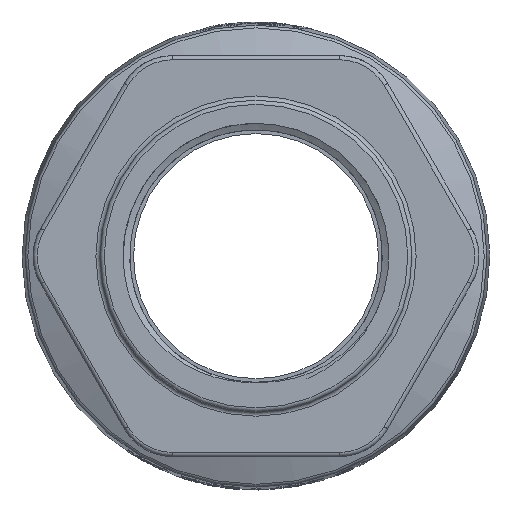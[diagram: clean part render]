
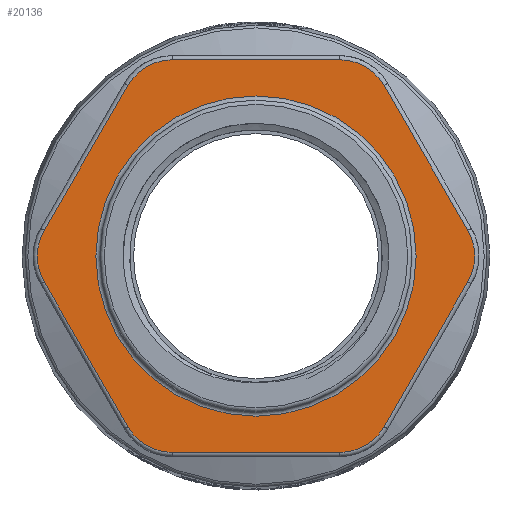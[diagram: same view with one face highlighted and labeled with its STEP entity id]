
A CAD part, front view. The second image highlights one B-rep face of the part: STEP entity #20136.
In plain terms, the highlighted planar face has unit normal (0, -1, 0).
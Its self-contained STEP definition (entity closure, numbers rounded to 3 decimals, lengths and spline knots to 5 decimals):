
#269=PLANE('',#21230);
#1090=FACE_BOUND('',#3202,.T.);
#2043=FACE_OUTER_BOUND('',#3201,.T.);
#3201=EDGE_LOOP('',(#17244,#17245,#17246,#17247,#17248,#17249,#17250,#17251,
#17252,#17253,#17254,#17255));
#3202=EDGE_LOOP('',(#17256,#17257));
#4807=CIRCLE('',#20404,0.02875);
#4808=CIRCLE('',#20405,0.02875);
#4974=CIRCLE('',#20709,0.00925);
#5105=CIRCLE('',#20974,0.00925);
#5108=CIRCLE('',#20979,0.00925);
#5110=CIRCLE('',#20982,0.00925);
#5113=CIRCLE('',#20988,0.00925);
#5115=CIRCLE('',#20991,0.00925);
#5607=LINE('',#44960,#6659);
#5608=LINE('',#44966,#6660);
#5784=LINE('',#50845,#6836);
#5786=LINE('',#50860,#6838);
#5787=LINE('',#50862,#6839);
#5807=LINE('',#51641,#6859);
#6659=VECTOR('',#22564,1.);
#6660=VECTOR('',#22569,1.);
#6836=VECTOR('',#23287,1.);
#6838=VECTOR('',#23307,1.);
#6839=VECTOR('',#23310,1.);
#6859=VECTOR('',#23348,1.);
#7579=VERTEX_POINT('',#27802);
#7580=VERTEX_POINT('',#27804);
#8808=VERTEX_POINT('',#44956);
#8809=VERTEX_POINT('',#44958);
#8811=VERTEX_POINT('',#44963);
#8812=VERTEX_POINT('',#44965);
#8815=VERTEX_POINT('',#44972);
#8996=VERTEX_POINT('',#50836);
#8997=VERTEX_POINT('',#50838);
#8998=VERTEX_POINT('',#50843);
#8999=VERTEX_POINT('',#50847);
#9000=VERTEX_POINT('',#50851);
#9001=VERTEX_POINT('',#50853);
#9002=VERTEX_POINT('',#50858);
#9521=EDGE_CURVE('',#7580,#7579,#4807,.T.);
#9522=EDGE_CURVE('',#7579,#7580,#4808,.T.);
#11071=EDGE_CURVE('',#8808,#8809,#5607,.T.);
#11073=EDGE_CURVE('',#8812,#8811,#5608,.T.);
#11077=EDGE_CURVE('',#8811,#8815,#4974,.T.);
#11482=EDGE_CURVE('',#8996,#8997,#5105,.T.);
#11485=EDGE_CURVE('',#8997,#8998,#5784,.T.);
#11487=EDGE_CURVE('',#8998,#8999,#5108,.T.);
#11489=EDGE_CURVE('',#9001,#9000,#5110,.T.);
#11493=EDGE_CURVE('',#8999,#9002,#5786,.T.);
#11494=EDGE_CURVE('',#8815,#9001,#5787,.T.);
#11496=EDGE_CURVE('',#9002,#8808,#5113,.T.);
#11498=EDGE_CURVE('',#8809,#8812,#5115,.T.);
#11529=EDGE_CURVE('',#9000,#8996,#5807,.T.);
#17244=ORIENTED_EDGE('',*,*,#11071,.T.);
#17245=ORIENTED_EDGE('',*,*,#11498,.T.);
#17246=ORIENTED_EDGE('',*,*,#11073,.T.);
#17247=ORIENTED_EDGE('',*,*,#11077,.T.);
#17248=ORIENTED_EDGE('',*,*,#11494,.T.);
#17249=ORIENTED_EDGE('',*,*,#11489,.T.);
#17250=ORIENTED_EDGE('',*,*,#11529,.T.);
#17251=ORIENTED_EDGE('',*,*,#11482,.T.);
#17252=ORIENTED_EDGE('',*,*,#11485,.T.);
#17253=ORIENTED_EDGE('',*,*,#11487,.T.);
#17254=ORIENTED_EDGE('',*,*,#11493,.T.);
#17255=ORIENTED_EDGE('',*,*,#11496,.T.);
#17256=ORIENTED_EDGE('',*,*,#9521,.T.);
#17257=ORIENTED_EDGE('',*,*,#9522,.T.);
#20136=ADVANCED_FACE('',(#2043,#1090),#269,.T.);
#20404=AXIS2_PLACEMENT_3D('',#27805,#21565,#21566);
#20405=AXIS2_PLACEMENT_3D('',#27806,#21567,#21568);
#20709=AXIS2_PLACEMENT_3D('',#44974,#22577,#22578);
#20974=AXIS2_PLACEMENT_3D('',#50840,#23280,#23281);
#20979=AXIS2_PLACEMENT_3D('',#50849,#23292,#23293);
#20982=AXIS2_PLACEMENT_3D('',#50854,#23298,#23299);
#20988=AXIS2_PLACEMENT_3D('',#50865,#23314,#23315);
#20991=AXIS2_PLACEMENT_3D('',#50868,#23320,#23321);
#21230=AXIS2_PLACEMENT_3D('',#60072,#24150,#24151);
#21565=DIRECTION('center_axis',(0.,1.,0.));
#21566=DIRECTION('ref_axis',(-1.,0.,0.));
#21567=DIRECTION('center_axis',(0.,1.,0.));
#21568=DIRECTION('ref_axis',(-1.,0.,0.));
#22564=DIRECTION('',(1.,0.,0.));
#22569=DIRECTION('',(0.5,0.,0.866));
#22577=DIRECTION('center_axis',(0.,-1.,0.));
#22578=DIRECTION('ref_axis',(-1.,0.,0.));
#23280=DIRECTION('center_axis',(0.,-1.,0.));
#23281=DIRECTION('ref_axis',(-1.,0.,0.));
#23287=DIRECTION('',(-0.5,0.,-0.866));
#23292=DIRECTION('center_axis',(0.,-1.,0.));
#23293=DIRECTION('ref_axis',(-1.,0.,0.));
#23298=DIRECTION('center_axis',(0.,-1.,0.));
#23299=DIRECTION('ref_axis',(-1.,0.,0.));
#23307=DIRECTION('',(0.5,0.,-0.866));
#23310=DIRECTION('',(-0.5,0.,0.866));
#23314=DIRECTION('center_axis',(0.,-1.,0.));
#23315=DIRECTION('ref_axis',(-1.,0.,0.));
#23320=DIRECTION('center_axis',(0.,-1.,0.));
#23321=DIRECTION('ref_axis',(-1.,0.,0.));
#23348=DIRECTION('',(-1.,0.,0.));
#24150=DIRECTION('center_axis',(0.,-1.,0.));
#24151=DIRECTION('ref_axis',(0.,0.,1.));
#27802=CARTESIAN_POINT('',(6.99288,12.69795,0.));
#27804=CARTESIAN_POINT('',(6.93538,12.69795,0.));
#27805=CARTESIAN_POINT('Origin',(6.96413,12.69795,0.));
#27806=CARTESIAN_POINT('Origin',(6.96413,12.69795,0.));
#44956=CARTESIAN_POINT('',(6.94912,12.69795,-0.03525));
#44958=CARTESIAN_POINT('',(6.97914,12.69795,-0.03525));
#44960=CARTESIAN_POINT('',(6.96413,12.69795,-0.03525));
#44963=CARTESIAN_POINT('',(7.00216,12.69795,-0.00463));
#44965=CARTESIAN_POINT('',(6.98715,12.69795,-0.03063));
#44966=CARTESIAN_POINT('',(6.99466,12.69795,-0.01763));
#44972=CARTESIAN_POINT('',(7.00216,12.69795,0.00462));
#44974=CARTESIAN_POINT('Origin',(6.99415,12.69795,0.));
#50836=CARTESIAN_POINT('',(6.94912,12.69795,0.03525));
#50838=CARTESIAN_POINT('',(6.94111,12.69795,0.03062));
#50840=CARTESIAN_POINT('Origin',(6.94912,12.69795,0.026));
#50843=CARTESIAN_POINT('',(6.9261,12.69795,0.00462));
#50845=CARTESIAN_POINT('',(6.9336,12.69795,0.01762));
#50847=CARTESIAN_POINT('',(6.9261,12.69795,-0.00463));
#50849=CARTESIAN_POINT('Origin',(6.93411,12.69795,0.));
#50851=CARTESIAN_POINT('',(6.97914,12.69795,0.03525));
#50853=CARTESIAN_POINT('',(6.98715,12.69795,0.03062));
#50854=CARTESIAN_POINT('Origin',(6.97914,12.69795,0.026));
#50858=CARTESIAN_POINT('',(6.94111,12.69795,-0.03063));
#50860=CARTESIAN_POINT('',(6.9336,12.69795,-0.01763));
#50862=CARTESIAN_POINT('',(6.99466,12.69795,0.01762));
#50865=CARTESIAN_POINT('Origin',(6.94912,12.69795,-0.026));
#50868=CARTESIAN_POINT('Origin',(6.97914,12.69795,-0.026));
#51641=CARTESIAN_POINT('',(6.96413,12.69795,0.03525));
#60072=CARTESIAN_POINT('Origin',(6.96413,12.69795,0.));
